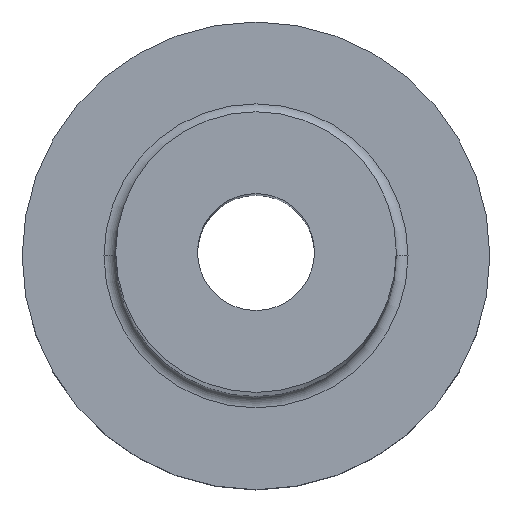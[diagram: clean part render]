
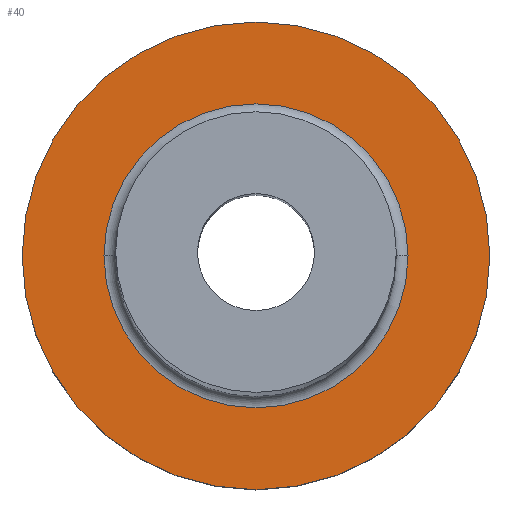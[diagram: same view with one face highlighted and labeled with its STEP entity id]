
A CAD part, top view. The second image highlights one B-rep face of the part: STEP entity #40.
In plain terms, the highlighted planar face has unit normal (0, 0, 1).
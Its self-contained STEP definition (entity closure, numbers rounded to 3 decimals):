
#20 = EDGE_LOOP ( 'NONE', ( #212, #117 ) ) ;
#30 = CARTESIAN_POINT ( 'NONE',  ( 0., 0., 7. ) ) ;
#39 = ORIENTED_EDGE ( 'NONE', *, *, #139, .T. ) ;
#40 = ADVANCED_FACE ( 'NONE', ( #292, #290 ), #242, .T. ) ;
#51 = CARTESIAN_POINT ( 'NONE',  ( 10., 0., 7. ) ) ;
#80 = DIRECTION ( 'NONE',  ( 1., 0., 0. ) ) ;
#86 = AXIS2_PLACEMENT_3D ( 'NONE', #30, #94, #234 ) ;
#94 = DIRECTION ( 'NONE',  ( 0., 0., -1. ) ) ;
#99 = CIRCLE ( 'NONE', #200, 6.5 ) ;
#112 = CARTESIAN_POINT ( 'NONE',  ( -6.5, 0., 7. ) ) ;
#117 = ORIENTED_EDGE ( 'NONE', *, *, #196, .T. ) ;
#120 = AXIS2_PLACEMENT_3D ( 'NONE', #265, #375, #144 ) ;
#126 = CIRCLE ( 'NONE', #120, 10. ) ;
#132 = ORIENTED_EDGE ( 'NONE', *, *, #298, .T. ) ;
#137 = CARTESIAN_POINT ( 'NONE',  ( -10., 0., 7. ) ) ;
#139 = EDGE_CURVE ( 'NONE', #442, #359, #201, .T. ) ;
#144 = DIRECTION ( 'NONE',  ( 1., 0., 0. ) ) ;
#163 = AXIS2_PLACEMENT_3D ( 'NONE', #437, #321, #80 ) ;
#196 = EDGE_CURVE ( 'NONE', #433, #391, #126, .T. ) ;
#200 = AXIS2_PLACEMENT_3D ( 'NONE', #346, #237, #311 ) ;
#201 = CIRCLE ( 'NONE', #86, 6.5 ) ;
#212 = ORIENTED_EDGE ( 'NONE', *, *, #382, .T. ) ;
#234 = DIRECTION ( 'NONE',  ( 1., 0., 0. ) ) ;
#237 = DIRECTION ( 'NONE',  ( 0., 0., -1. ) ) ;
#242 = PLANE ( 'NONE',  #163 ) ;
#265 = CARTESIAN_POINT ( 'NONE',  ( 0., 0., 7. ) ) ;
#273 = CARTESIAN_POINT ( 'NONE',  ( 0., 0., 7. ) ) ;
#281 = CARTESIAN_POINT ( 'NONE',  ( 6.5, 0., 7. ) ) ;
#290 = FACE_OUTER_BOUND ( 'NONE', #20, .T. ) ;
#292 = FACE_BOUND ( 'NONE', #334, .T. ) ;
#298 = EDGE_CURVE ( 'NONE', #359, #442, #99, .T. ) ;
#311 = DIRECTION ( 'NONE',  ( 1., 0., 0. ) ) ;
#321 = DIRECTION ( 'NONE',  ( 0., 0., 1. ) ) ;
#326 = CIRCLE ( 'NONE', #422, 10. ) ;
#334 = EDGE_LOOP ( 'NONE', ( #132, #39 ) ) ;
#346 = CARTESIAN_POINT ( 'NONE',  ( 0., 0., 7. ) ) ;
#359 = VERTEX_POINT ( 'NONE', #281 ) ;
#375 = DIRECTION ( 'NONE',  ( 0., 0., 1. ) ) ;
#382 = EDGE_CURVE ( 'NONE', #391, #433, #326, .T. ) ;
#391 = VERTEX_POINT ( 'NONE', #137 ) ;
#401 = DIRECTION ( 'NONE',  ( 1., 0., 0. ) ) ;
#421 = DIRECTION ( 'NONE',  ( 0., 0., 1. ) ) ;
#422 = AXIS2_PLACEMENT_3D ( 'NONE', #273, #421, #401 ) ;
#433 = VERTEX_POINT ( 'NONE', #51 ) ;
#437 = CARTESIAN_POINT ( 'NONE',  ( 0., 0., 7. ) ) ;
#442 = VERTEX_POINT ( 'NONE', #112 ) ;
